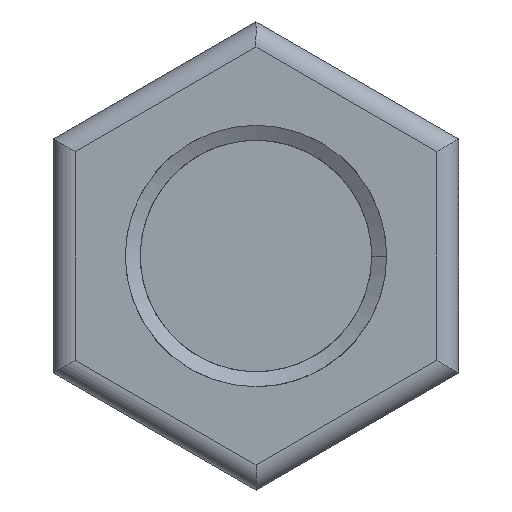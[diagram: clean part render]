
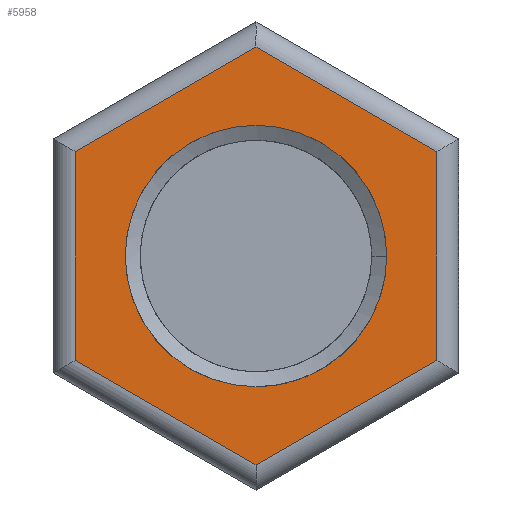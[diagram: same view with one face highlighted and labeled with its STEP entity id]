
A CAD part, front view. The second image highlights one B-rep face of the part: STEP entity #5958.
In plain terms, the highlighted planar face has unit normal (0, -1, 0).
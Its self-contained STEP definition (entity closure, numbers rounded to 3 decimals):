
#72 = AXIS2_PLACEMENT_3D ( 'NONE', #7502, #6237, #915 ) ;
#75 = CARTESIAN_POINT ( 'NONE',  ( 0., 0., -2.396 ) ) ;
#268 = ORIENTED_EDGE ( 'NONE', *, *, #3083, .F. ) ;
#310 = DIRECTION ( 'NONE',  ( -0.866, 0., -0.5 ) ) ;
#317 = ORIENTED_EDGE ( 'NONE', *, *, #3422, .T. ) ;
#418 = DIRECTION ( 'NONE',  ( 0., 0., -1. ) ) ;
#447 = VERTEX_POINT ( 'NONE', #648 ) ;
#468 = VECTOR ( 'NONE', #2409, 1000. ) ;
#474 = CARTESIAN_POINT ( 'NONE',  ( 1.5, 0., 0. ) ) ;
#518 = DIRECTION ( 'NONE',  ( -0.866, 0., 0.5 ) ) ;
#552 = CARTESIAN_POINT ( 'NONE',  ( 2.075, 0., -1.198 ) ) ;
#562 = ORIENTED_EDGE ( 'NONE', *, *, #5055, .F. ) ;
#602 = CARTESIAN_POINT ( 'NONE',  ( 1.037, 0., -1.797 ) ) ;
#603 = CARTESIAN_POINT ( 'NONE',  ( 0., 0., -1.5 ) ) ;
#617 = EDGE_CURVE ( 'NONE', #447, #5760, #1452, .T. ) ;
#648 = CARTESIAN_POINT ( 'NONE',  ( -2.075, 0., -1.198 ) ) ;
#706 = EDGE_CURVE ( 'NONE', #5980, #1977, #7703, .T. ) ;
#811 = EDGE_CURVE ( 'NONE', #1645, #7743, #1354, .T. ) ;
#913 = CARTESIAN_POINT ( 'NONE',  ( -1.038, 0., 1.797 ) ) ;
#915 = DIRECTION ( 'NONE',  ( 0., 0., 1. ) ) ;
#1051 = VECTOR ( 'NONE', #310, 1000. ) ;
#1099 = DIRECTION ( 'NONE',  ( 0., 0., 1. ) ) ;
#1116 = ORIENTED_EDGE ( 'NONE', *, *, #3673, .T. ) ;
#1129 = DIRECTION ( 'NONE',  ( 0., 0., -1. ) ) ;
#1315 = DIRECTION ( 'NONE',  ( 0.866, 0., 0.5 ) ) ;
#1354 = CIRCLE ( 'NONE', #7604, 1.5 ) ;
#1437 = CARTESIAN_POINT ( 'NONE',  ( 2.075, 0., 1.198 ) ) ;
#1452 = LINE ( 'NONE', #2490, #3407 ) ;
#1478 = FACE_BOUND ( 'NONE', #4544, .T. ) ;
#1645 = VERTEX_POINT ( 'NONE', #474 ) ;
#1711 = VERTEX_POINT ( 'NONE', #552 ) ;
#1734 = CARTESIAN_POINT ( 'NONE',  ( 0., 0., 0. ) ) ;
#1738 = EDGE_LOOP ( 'NONE', ( #3085, #4020, #317, #6011, #5778, #1116 ) ) ;
#1816 = VECTOR ( 'NONE', #1315, 1000. ) ;
#1977 = VERTEX_POINT ( 'NONE', #3179 ) ;
#2341 = LINE ( 'NONE', #7808, #2813 ) ;
#2408 = LINE ( 'NONE', #602, #1816 ) ;
#2409 = DIRECTION ( 'NONE',  ( 0., 0., -1. ) ) ;
#2490 = CARTESIAN_POINT ( 'NONE',  ( -1.038, 0., -1.797 ) ) ;
#2590 = LINE ( 'NONE', #913, #1051 ) ;
#2813 = VECTOR ( 'NONE', #1099, 1000. ) ;
#2954 = CARTESIAN_POINT ( 'NONE',  ( 1.037, 0., 1.797 ) ) ;
#2968 = DIRECTION ( 'NONE',  ( 0., 0., -1. ) ) ;
#3045 = LINE ( 'NONE', #5480, #468 ) ;
#3083 = EDGE_CURVE ( 'NONE', #7743, #5159, #7676, .T. ) ;
#3085 = ORIENTED_EDGE ( 'NONE', *, *, #5181, .T. ) ;
#3179 = CARTESIAN_POINT ( 'NONE',  ( 0., 0., 2.396 ) ) ;
#3407 = VECTOR ( 'NONE', #7362, 1000. ) ;
#3422 = EDGE_CURVE ( 'NONE', #5760, #1711, #2408, .T. ) ;
#3546 = VECTOR ( 'NONE', #518, 1000. ) ;
#3673 = EDGE_CURVE ( 'NONE', #1977, #6851, #2590, .T. ) ;
#3772 = CARTESIAN_POINT ( 'NONE',  ( -2.075, 0., 1.198 ) ) ;
#3921 = CARTESIAN_POINT ( 'NONE',  ( 0., 0., 1.5 ) ) ;
#4020 = ORIENTED_EDGE ( 'NONE', *, *, #617, .T. ) ;
#4179 = DIRECTION ( 'NONE',  ( 0., -1., 0. ) ) ;
#4410 = EDGE_CURVE ( 'NONE', #1711, #5980, #2341, .T. ) ;
#4544 = EDGE_LOOP ( 'NONE', ( #4785, #562, #268 ) ) ;
#4785 = ORIENTED_EDGE ( 'NONE', *, *, #811, .F. ) ;
#5055 = EDGE_CURVE ( 'NONE', #5159, #1645, #6599, .T. ) ;
#5070 = PLANE ( 'NONE',  #72 ) ;
#5159 = VERTEX_POINT ( 'NONE', #603 ) ;
#5181 = EDGE_CURVE ( 'NONE', #6851, #447, #3045, .T. ) ;
#5184 = AXIS2_PLACEMENT_3D ( 'NONE', #1734, #4179, #1129 ) ;
#5263 = AXIS2_PLACEMENT_3D ( 'NONE', #7837, #5890, #2968 ) ;
#5480 = CARTESIAN_POINT ( 'NONE',  ( -2.075, 0., 0. ) ) ;
#5760 = VERTEX_POINT ( 'NONE', #75 ) ;
#5778 = ORIENTED_EDGE ( 'NONE', *, *, #706, .T. ) ;
#5813 = CARTESIAN_POINT ( 'NONE',  ( 0., 0., 0. ) ) ;
#5890 = DIRECTION ( 'NONE',  ( 0., -1., 0. ) ) ;
#5899 = DIRECTION ( 'NONE',  ( 0., -1., 0. ) ) ;
#5958 = ADVANCED_FACE ( 'NONE', ( #1478, #6398 ), #5070, .F. ) ;
#5980 = VERTEX_POINT ( 'NONE', #1437 ) ;
#6011 = ORIENTED_EDGE ( 'NONE', *, *, #4410, .T. ) ;
#6237 = DIRECTION ( 'NONE',  ( 0., 1., 0. ) ) ;
#6398 = FACE_OUTER_BOUND ( 'NONE', #1738, .T. ) ;
#6599 = CIRCLE ( 'NONE', #5184, 1.5 ) ;
#6851 = VERTEX_POINT ( 'NONE', #3772 ) ;
#7362 = DIRECTION ( 'NONE',  ( 0.866, 0., -0.5 ) ) ;
#7502 = CARTESIAN_POINT ( 'NONE',  ( 0., 0., 0. ) ) ;
#7604 = AXIS2_PLACEMENT_3D ( 'NONE', #5813, #5899, #418 ) ;
#7676 = CIRCLE ( 'NONE', #5263, 1.5 ) ;
#7703 = LINE ( 'NONE', #2954, #3546 ) ;
#7743 = VERTEX_POINT ( 'NONE', #3921 ) ;
#7808 = CARTESIAN_POINT ( 'NONE',  ( 2.075, 0., 0. ) ) ;
#7837 = CARTESIAN_POINT ( 'NONE',  ( 0., 0., 0. ) ) ;
